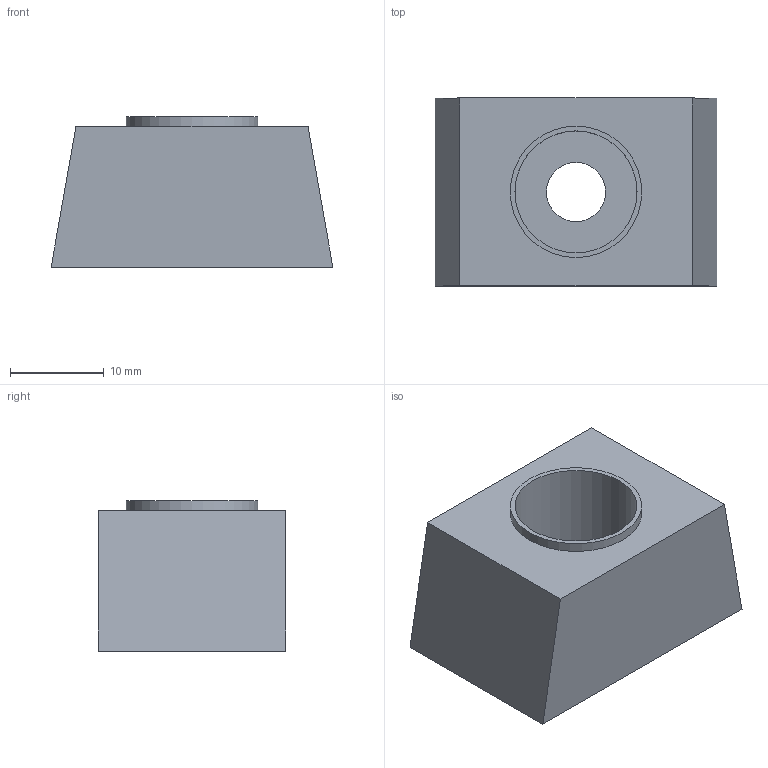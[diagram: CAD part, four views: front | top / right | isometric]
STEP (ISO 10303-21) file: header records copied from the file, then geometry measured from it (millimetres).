
FILE_DESCRIPTION((''),'2;1');
FILE_NAME('2014_Distanzhalter.stp','2011-12-05T09:04:39',('pascalzweiacker'),(''),'Autodesk Inventor 2012','Autodesk Inventor 2012','');
FILE_SCHEMA(('AUTOMOTIVE_DESIGN { 1 0 10303 214 1 1 1 1 }'));
Length unit declared in the file: millimetre
Products named in the file (1): 2014_Distanzhalter
Bounding box: 30 x 20 x 16 mm (x, y, z)
Volume: 1212.5 mm3; surface area: 4909.9 mm2
Topology: 1 solids, 1 shells, 20 faces, 39 edges, 26 vertices
Faces by surface type: plane 15, cylinder 5
Full cylindrical faces by diameter (mm): 6.3 x1, 7.3 x1, 13 x1, 14 x2
Entity records: 518 total; most frequent: DIRECTION 86, CARTESIAN_POINT 81, ORIENTED_EDGE 68, EDGE_CURVE 34, EDGE_LOOP 32, AXIS2_PLACEMENT_3D 31, VERTEX_POINT 26, VECTOR 24
